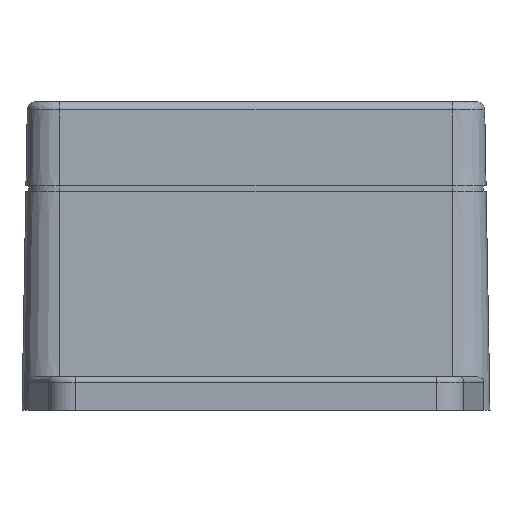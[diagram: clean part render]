
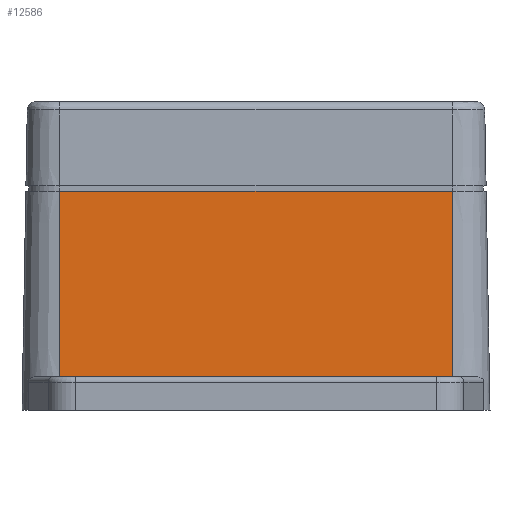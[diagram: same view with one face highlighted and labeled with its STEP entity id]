
A CAD part, left-side view. The second image highlights one B-rep face of the part: STEP entity #12586.
In plain terms, the highlighted planar face has unit normal (-1, 0, 0.018).
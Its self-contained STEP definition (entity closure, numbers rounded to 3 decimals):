
#216 = EDGE_LOOP ( 'NONE', ( #1259, #1260, #1261, #1258 ) ) ;
#968 = VERTEX_POINT ( 'NONE', #4436 ) ;
#974 = VERTEX_POINT ( 'NONE', #4442 ) ;
#983 = VERTEX_POINT ( 'NONE', #4451 ) ;
#987 = VERTEX_POINT ( 'NONE', #4455 ) ;
#1258 = ORIENTED_EDGE ( 'NONE', *, *, #12688, .F. ) ;
#1259 = ORIENTED_EDGE ( 'NONE', *, *, #12638, .F. ) ;
#1260 = ORIENTED_EDGE ( 'NONE', *, *, #12625, .T. ) ;
#1261 = ORIENTED_EDGE ( 'NONE', *, *, #12644, .T. ) ;
#4436 = CARTESIAN_POINT ( 'NONE',  ( 455.501, 600.432, -60.237 ) ) ;
#4442 = CARTESIAN_POINT ( 'NONE',  ( 455.501, 530.432, -60.237 ) ) ;
#4451 = CARTESIAN_POINT ( 'NONE',  ( 456.077, 600.432, -27.237 ) ) ;
#4455 = CARTESIAN_POINT ( 'NONE',  ( 456.077, 530.432, -27.237 ) ) ;
#9008 = FACE_OUTER_BOUND ( 'NONE', #216, .T. ) ;
#9013 = AXIS2_PLACEMENT_3D ( 'NONE', #10101, #10102, #10103 ) ;
#9111 = VECTOR ( 'NONE', #10236, 1000. ) ;
#9120 = VECTOR ( 'NONE', #10286, 1000. ) ;
#9126 = VECTOR ( 'NONE', #10308, 1000. ) ;
#9165 = VECTOR ( 'NONE', #10465, 1000. ) ;
#10100 = PLANE ( 'NONE',  #9013 ) ;
#10101 = CARTESIAN_POINT ( 'NONE',  ( 456.095, 565.432, -26.237 ) ) ;
#10102 = DIRECTION ( 'NONE',  ( -1., 0., 0.017 ) ) ;
#10103 = DIRECTION ( 'NONE',  ( 0.017, 0., 1. ) ) ;
#10234 = LINE ( 'NONE', #10235, #9111 ) ;
#10235 = CARTESIAN_POINT ( 'NONE',  ( 455.501, 565.432, -60.237 ) ) ;
#10236 = DIRECTION ( 'NONE',  ( 0., -1., 0. ) ) ;
#10284 = LINE ( 'NONE', #10285, #9120 ) ;
#10285 = CARTESIAN_POINT ( 'NONE',  ( 456.095, 600.432, -26.237 ) ) ;
#10286 = DIRECTION ( 'NONE',  ( 0.017, 0., 1. ) ) ;
#10306 = LINE ( 'NONE', #10307, #9126 ) ;
#10307 = CARTESIAN_POINT ( 'NONE',  ( 456.095, 530.432, -26.237 ) ) ;
#10308 = DIRECTION ( 'NONE',  ( 0.017, 0., 1. ) ) ;
#10463 = LINE ( 'NONE', #10464, #9165 ) ;
#10464 = CARTESIAN_POINT ( 'NONE',  ( 456.077, 565.432, -27.237 ) ) ;
#10465 = DIRECTION ( 'NONE',  ( 0., -1., 0. ) ) ;
#12586 = ADVANCED_FACE ( 'NONE', ( #9008 ), #10100, .T. ) ;
#12625 = EDGE_CURVE ( 'NONE', #968, #974, #10234, .T. ) ;
#12638 = EDGE_CURVE ( 'NONE', #968, #983, #10284, .T. ) ;
#12644 = EDGE_CURVE ( 'NONE', #974, #987, #10306, .T. ) ;
#12688 = EDGE_CURVE ( 'NONE', #983, #987, #10463, .T. ) ;
